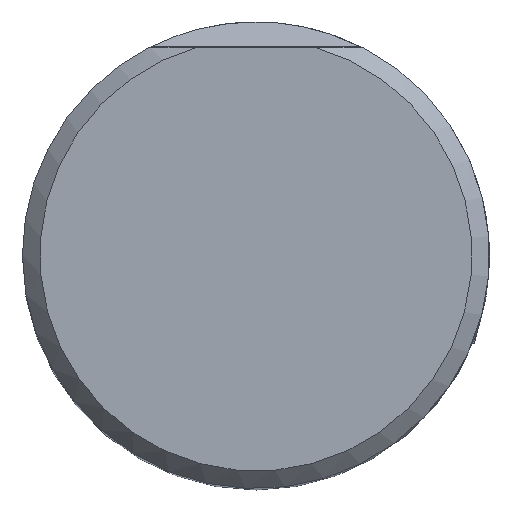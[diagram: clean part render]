
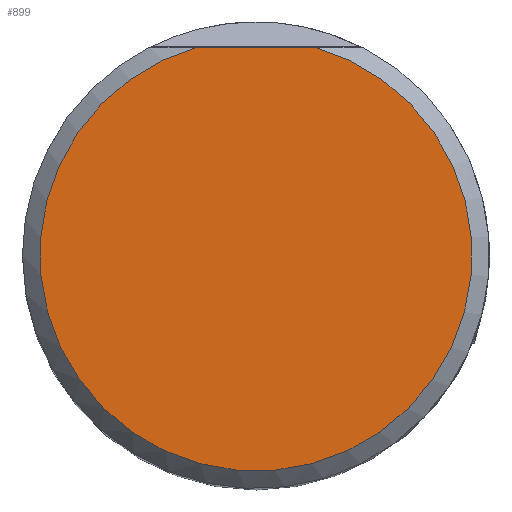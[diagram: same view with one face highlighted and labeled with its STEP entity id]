
A CAD part, top view. The second image highlights one B-rep face of the part: STEP entity #899.
In plain terms, the highlighted planar face has unit normal (0, 0, 1).
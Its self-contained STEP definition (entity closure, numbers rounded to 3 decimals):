
#331=FACE_OUTER_BOUND('',#1624,.T.);
#899=ADVANCED_FACE('',(#331),#1178,.T.);
#1178=PLANE('',#5208);
#1336=CIRCLE('',#5207,18.496);
#1624=EDGE_LOOP('',(#2082,#2083));
#2082=ORIENTED_EDGE('',*,*,#3882,.F.);
#2083=ORIENTED_EDGE('',*,*,#3883,.T.);
#3403=VERTEX_POINT('',#7446);
#3404=VERTEX_POINT('',#7447);
#3882=EDGE_CURVE('',#3403,#3404,#4493,.T.);
#3883=EDGE_CURVE('',#3403,#3404,#1336,.T.);
#4493=LINE('',#7445,#4736);
#4736=VECTOR('',#5896,1.);
#5207=AXIS2_PLACEMENT_3D('',#7448,#5897,#5898);
#5208=AXIS2_PLACEMENT_3D('',#7449,#5899,#5900);
#5896=DIRECTION('',(1.,0.,0.));
#5897=DIRECTION('',(0.,0.,1.));
#5898=DIRECTION('',(1.,0.,0.));
#5899=DIRECTION('',(0.,0.,1.));
#5900=DIRECTION('',(1.,0.,0.));
#7445=CARTESIAN_POINT('',(0.,17.804,0.));
#7446=CARTESIAN_POINT('',(-5.012,17.804,0.));
#7447=CARTESIAN_POINT('',(5.012,17.804,0.));
#7448=CARTESIAN_POINT('',(0.,0.,0.));
#7449=CARTESIAN_POINT('',(0.,0.,0.));
